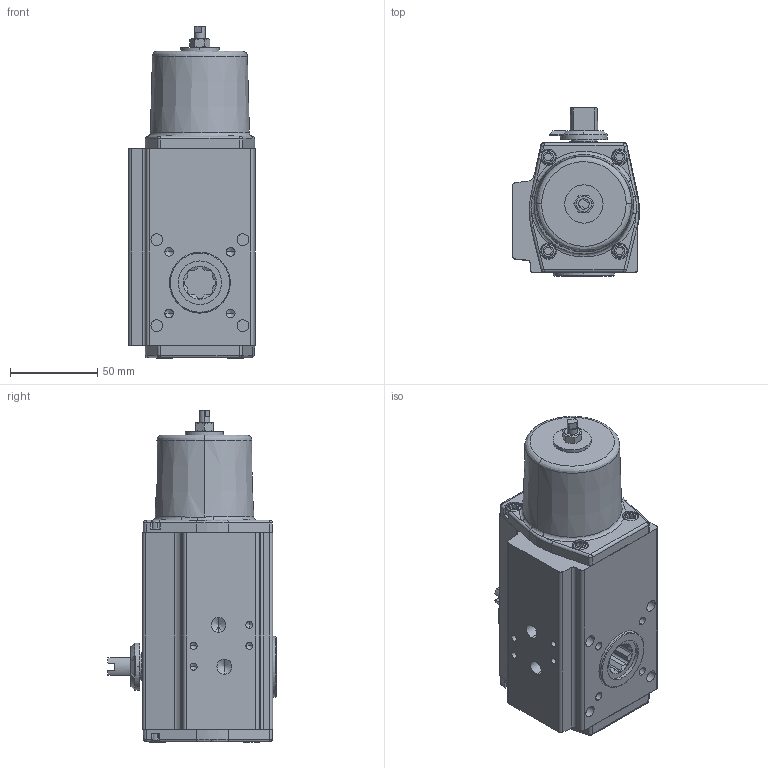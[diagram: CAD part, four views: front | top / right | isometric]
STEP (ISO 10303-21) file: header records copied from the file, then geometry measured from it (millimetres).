
FILE_DESCRIPTION (( 'STEP AP203' ), '1' );
FILE_NAME ('010278.STEP', '2018-04-16T08:41:19', ( '' ), ( '' ), 'SwSTEP 2.0', 'SolidWorks 2018', '' );
FILE_SCHEMA (( 'CONFIG_CONTROL_DESIGN' ));
Length unit declared in the file: millimetre
Products named in the file (1): 010278
Bounding box: 72.93 x 96.64 x 190.8 mm (x, y, z)
Volume: 727299 mm3; surface area: 63525.9 mm2
Topology: 1 solids, 9 shells, 496 faces, 1285 edges, 816 vertices
Faces by surface type: plane 195, cylinder 164, cone 93, bspline 44
Entity records: 19840 total; most frequent: CARTESIAN_POINT 7978, ORIENTED_EDGE 2502, DIRECTION 2409, EDGE_CURVE 1251, AXIS2_PLACEMENT_3D 917, VERTEX_POINT 816, VECTOR 575, LINE 575
